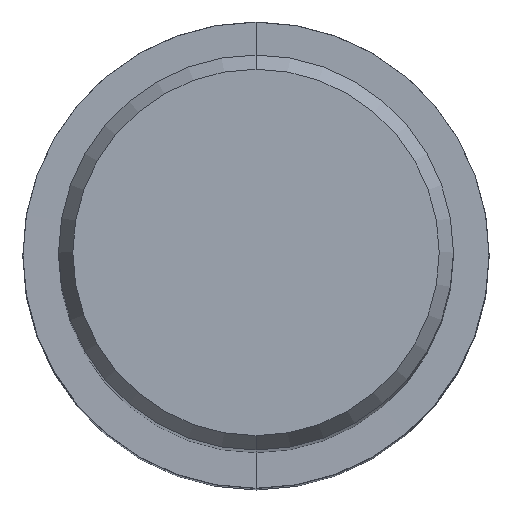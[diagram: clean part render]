
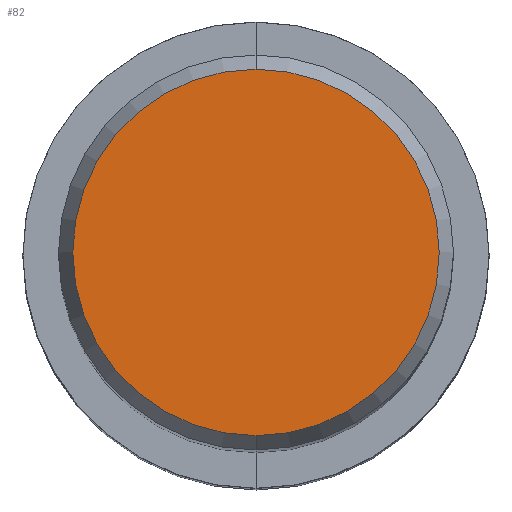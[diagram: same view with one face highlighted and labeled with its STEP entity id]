
A CAD part, top view. The second image highlights one B-rep face of the part: STEP entity #82.
In plain terms, the highlighted planar face has unit normal (0, 0, 1).
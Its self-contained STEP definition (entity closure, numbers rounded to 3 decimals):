
#82=ADVANCED_FACE('',(#195),#196,.T.);
#96=EDGE_CURVE('',#140,#162,#210,.T.);
#140=VERTEX_POINT('',#262);
#152=EDGE_CURVE('',#162,#140,#274,.T.);
#162=VERTEX_POINT('',#285);
#195=FACE_OUTER_BOUND('',#314,.T.);
#196=PLANE('',#315);
#210=CIRCLE('',#336,5.892);
#262=CARTESIAN_POINT('',(0.0,5.892,0.01));
#274=CIRCLE('',#414,5.892);
#285=CARTESIAN_POINT('',(0.,-5.892,0.01));
#314=EDGE_LOOP('',(#448,#449));
#315=AXIS2_PLACEMENT_3D('',#450,#451,#452);
#336=AXIS2_PLACEMENT_3D('',#461,#462,#463);
#414=AXIS2_PLACEMENT_3D('',#537,#538,#539);
#448=ORIENTED_EDGE('',*,*,#96,.F.);
#449=ORIENTED_EDGE('',*,*,#152,.F.);
#450=CARTESIAN_POINT('',(0.0,2.946,0.01));
#451=DIRECTION('',(-0.0,0.0,1.0));
#452=DIRECTION('',(0.0,-1.0,0.0));
#461=CARTESIAN_POINT('',(0.0,0.0,0.01));
#462=DIRECTION('',(0.0,0.0,-1.0));
#463=DIRECTION('',(0.0,1.0,0.0));
#537=CARTESIAN_POINT('',(0.0,0.0,0.01));
#538=DIRECTION('',(0.0,0.0,-1.0));
#539=DIRECTION('',(0.0,1.0,0.0));
